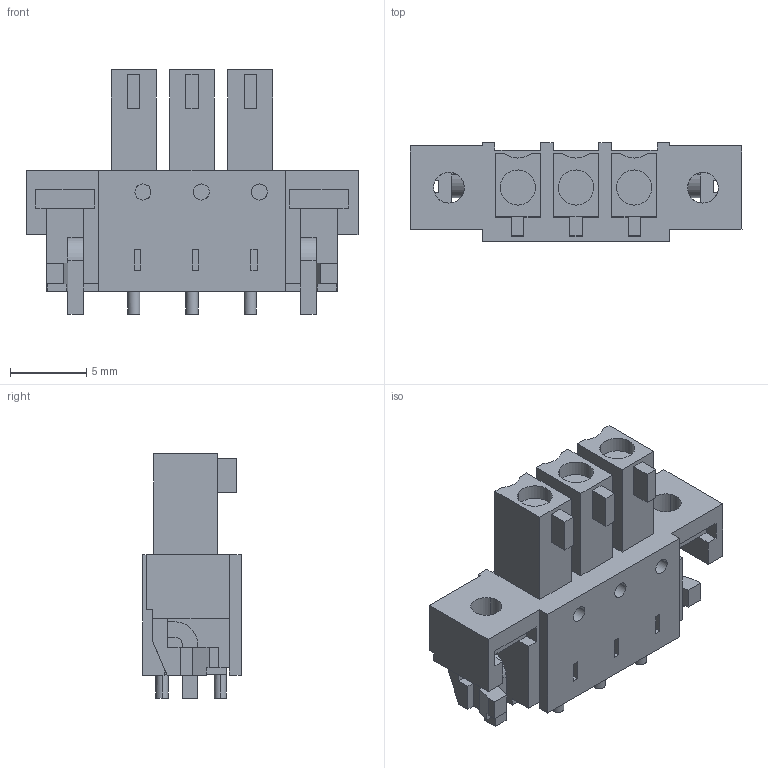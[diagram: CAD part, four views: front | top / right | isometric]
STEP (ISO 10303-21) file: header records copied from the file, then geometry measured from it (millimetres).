
FILE_DESCRIPTION(('CATIA V5 STEP Exchange','CAx-IF Rec.Pracs.--- Model Styling and Organization---1.4--- 2014-01-23'),'2;1');
FILE_NAME ('D1447096_1_1029270000_1029270000.stp','2023-04-28T10:33:14+00:00',('none'),('Weidmueller'),'CATIA Version 5-6 Release 2016 SP3 HF44','CATIA V5 STEP AP214','none');
FILE_SCHEMA(('AUTOMOTIVE_DESIGN { 1 0 10303 214 1 1 1 1 }'));
Length unit declared in the file: millimetre
Products named in the file (1): 1029270000
Bounding box: 21.73 x 6.45 x 16 mm (x, y, z)
Volume: 999.8 mm3; surface area: 1293.9 mm2
Topology: 9 solids, 9 shells, 303 faces, 779 edges, 507 vertices
Faces by surface type: plane 268, cylinder 35
Entity records: 8950 total; most frequent: CARTESIAN_POINT 1666, ORIENTED_EDGE 1558, DIRECTION 1221, EDGE_CURVE 779, VECTOR 697, LINE 697, VERTEX_POINT 507, EDGE_LOOP 324
